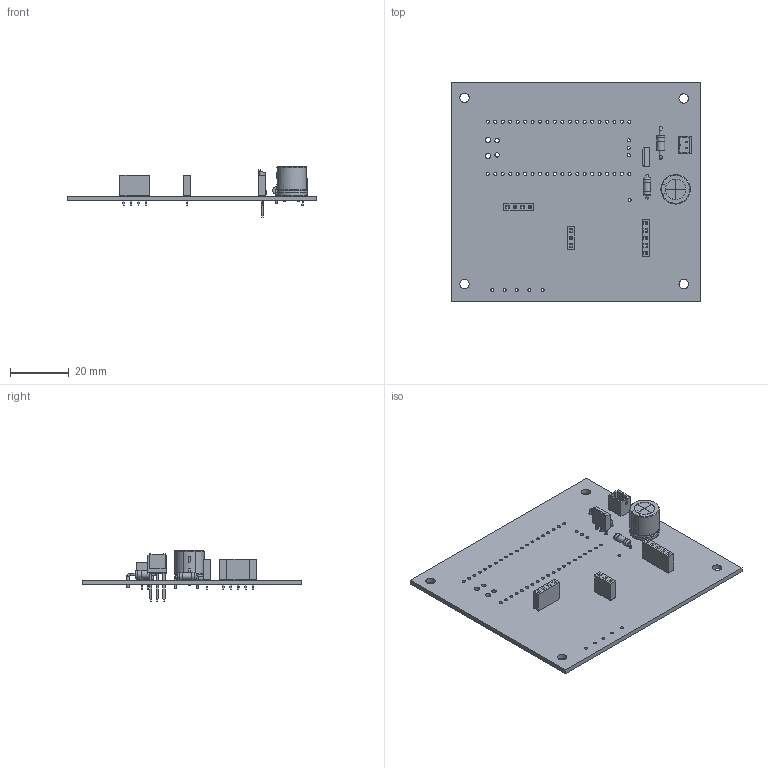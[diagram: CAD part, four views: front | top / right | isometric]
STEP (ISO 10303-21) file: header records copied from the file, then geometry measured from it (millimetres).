
FILE_DESCRIPTION(('KiCad electronic assembly'),'2;1');
FILE_NAME('AutomaticPresentationTimer_v1.0.step','2026-02-04T21:41:49',( 'Pcbnew'),('Kicad'),'Open CASCADE STEP processor 7.8', 'KiCad to STEP converter','Unknown');
FILE_SCHEMA(('AUTOMOTIVE_DESIGN { 1 0 10303 214 1 1 1 1 }'));
Length unit declared in the file: millimetre
Products named in the file (18): AutomaticPresentationTimer_v1.0 1; R_Axial_DIN0207_L6.3mm_D2.5mm_P7.62mm_Horizontal; R_Axial_DIN0207_L63mm_D25mm_P762mm_Horizontal; PinSocket_1x03_P2.54mm_Vertical; PinSocket_1x03_P254mm_Vertical; TO-251-3_Vertical; PinSocket_1x04_P2.54mm_Vertical; PinSocket_1x04_P254mm_Vertical; CP_Radial_D10.0mm_P5.00mm; CP_Radial_D100mm_P500mm; PinSocket_1x05_P2.54mm_Vertical; PinSocket_1x05_P254mm_Vertical; D_DO-41_SOD81_P10.16mm_Horizontal; JST_PH_B2B-PH-K_1x02_P2.00mm_Vertical; JST_B2B_PH_K; AutomaticPresentationTimer_v1.0_PCB
Assembly tree (17 placements, depth 3):
  AutomaticPresentationTimer_v1.0 1
    R_Axial_DIN0207_L6.3mm_D2.5mm_P7.62mm_Horizontal
      R_Axial_DIN0207_L63mm_D25mm_P762mm_Horizontal
    PinSocket_1x03_P2.54mm_Vertical
      PinSocket_1x03_P254mm_Vertical
    TO-251-3_Vertical
      TO-251-3_Vertical
    PinSocket_1x04_P2.54mm_Vertical
      PinSocket_1x04_P254mm_Vertical
    CP_Radial_D10.0mm_P5.00mm
      CP_Radial_D100mm_P500mm
    PinSocket_1x05_P2.54mm_Vertical
      PinSocket_1x05_P254mm_Vertical
    D_DO-41_SOD81_P10.16mm_Horizontal
      D_DO-41_SOD81_P10.16mm_Horizontal
    JST_PH_B2B-PH-K_1x02_P2.00mm_Vertical
      JST_B2B_PH_K
    AutomaticPresentationTimer_v1.0_PCB
Bounding box: 85.09 x 74.93 x 17.34 mm (x, y, z)
Volume: 11572 mm3; surface area: 15679.6 mm2
Topology: 9 solids, 10 shells, 728 faces, 1906 edges, 1248 vertices
Faces by surface type: plane 603, cylinder 108, torus 8, bspline 5, revolution 4
Full cylindrical faces by diameter (mm): 0.6 x2, 0.7 x2, 0.75 x2, 0.8 x6, 1 x20, 1.02 x43, 1.1 x5, 1.5 x2, 1.8 x2, 2.25 x1, 2.5 x2, 2.7 x2, 2.72 x1, 3.2 x4
Entity records: 28158 total; most frequent: CARTESIAN_POINT 4928, ORIENTED_EDGE 3812, DIRECTION 3605, EDGE_CURVE 1906, LINE 1639, VECTOR 1639, VERTEX_POINT 1248, AXIS2_PLACEMENT_3D 981
